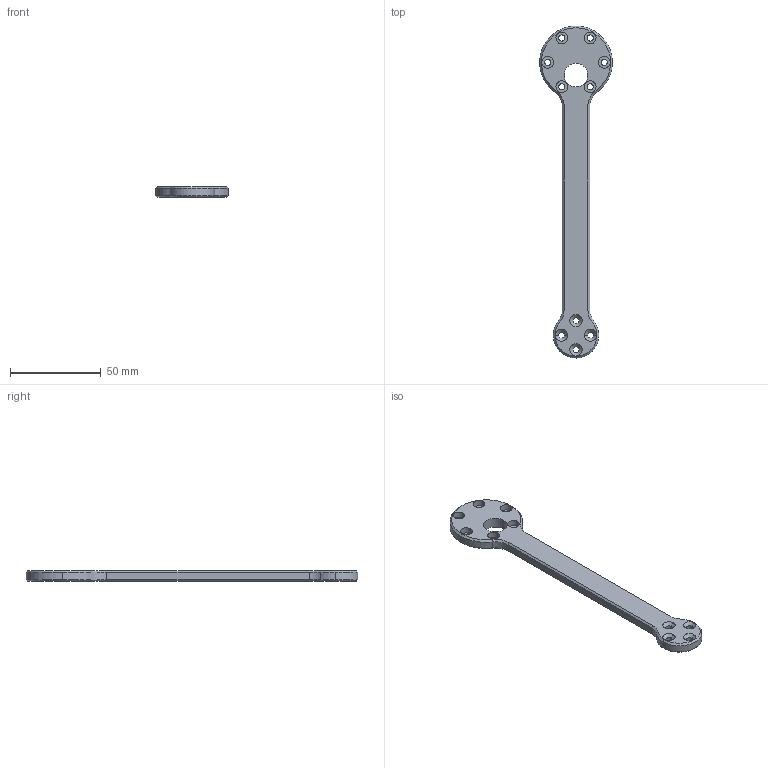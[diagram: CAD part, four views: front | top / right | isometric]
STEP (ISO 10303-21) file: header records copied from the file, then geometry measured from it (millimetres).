
FILE_DESCRIPTION (( 'STEP AP203' ), '1' );
FILE_NAME ('pendulum_Default_sldprt.STEP', '2024-01-18T09:23:30', ( '' ), ( '' ), 'SwSTEP 2.0', 'SolidWorks 2020', '' );
FILE_SCHEMA (( 'CONFIG_CONTROL_DESIGN' ));
Length unit declared in the file: millimetre
Products named in the file (1): pendulum_Default_sldprt
Bounding box: 40 x 182.5 x 6 mm (x, y, z)
Volume: 18934.6 mm3; surface area: 9685 mm2
Topology: 1 solids, 1 shells, 86 faces, 202 edges, 124 vertices
Faces by surface type: cylinder 44, cone 28, plane 14
Entity records: 2607 total; most frequent: DIRECTION 492, CARTESIAN_POINT 413, ORIENTED_EDGE 404, AXIS2_PLACEMENT_3D 203, EDGE_CURVE 202, VERTEX_POINT 124, CIRCLE 116, EDGE_LOOP 114
